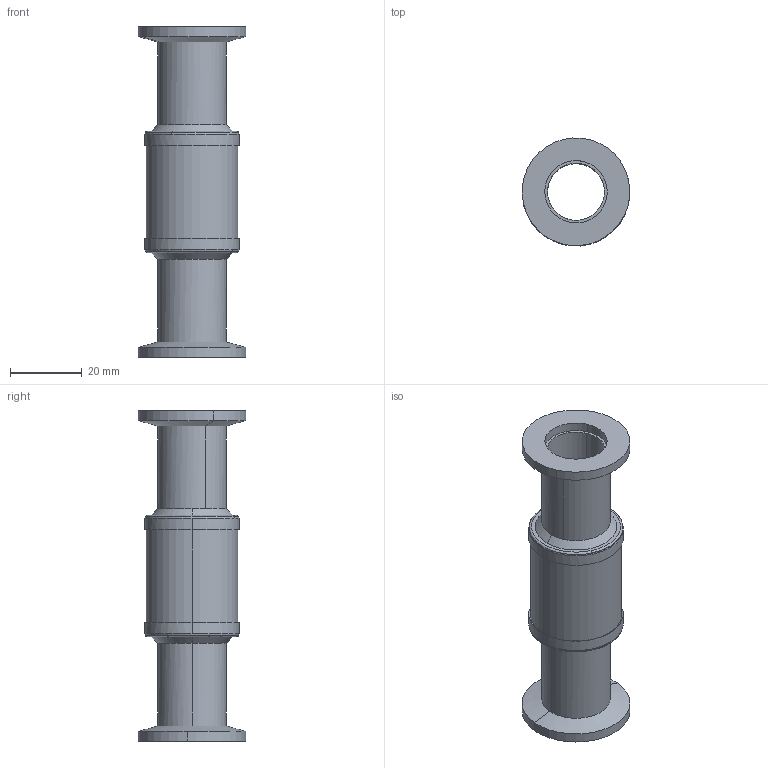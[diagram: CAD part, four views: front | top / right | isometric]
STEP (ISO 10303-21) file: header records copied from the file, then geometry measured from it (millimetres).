
FILE_DESCRIPTION (( 'STEP AP203' ), '1' );
FILE_NAME ('A0592-1-QF.STEP', '2011-10-05T19:22:27', ( '' ), ( '' ), 'SwSTEP 2.0', 'SolidWorks 2011', '' );
FILE_SCHEMA (( 'CONFIG_CONTROL_DESIGN' ));
Length unit declared in the file: inch
Products named in the file (1): A0592-1-QF
Bounding box: 29.92 x 29.92 x 91.95 mm (x, y, z)
Volume: 14195.9 mm3; surface area: 15029 mm2
Topology: 1 solids, 1 shells, 100 faces, 218 edges, 138 vertices
Faces by surface type: cylinder 52, cone 20, plane 20, bspline 8
Entity records: 2959 total; most frequent: CARTESIAN_POINT 589, DIRECTION 542, ORIENTED_EDGE 436, AXIS2_PLACEMENT_3D 235, EDGE_CURVE 218, CIRCLE 142, VERTEX_POINT 138, EDGE_LOOP 120
